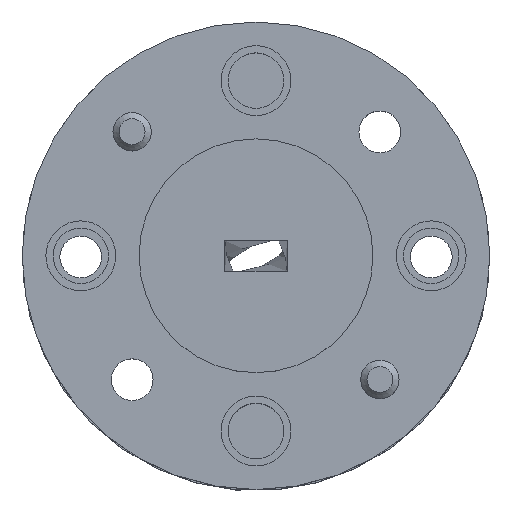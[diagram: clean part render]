
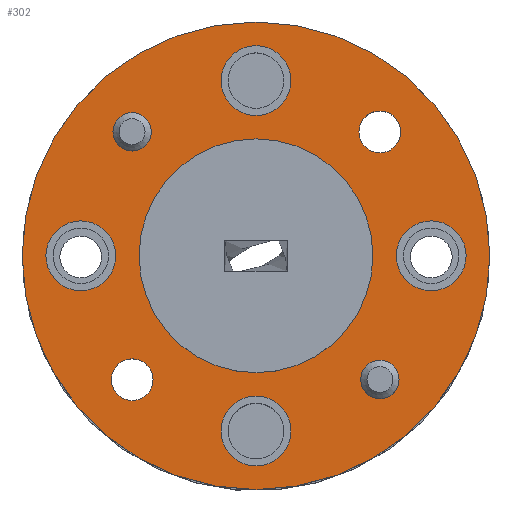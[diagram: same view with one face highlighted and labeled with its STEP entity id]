
A CAD part, top view. The second image highlights one B-rep face of the part: STEP entity #302.
In plain terms, the highlighted planar face has unit normal (0, 0, 1).
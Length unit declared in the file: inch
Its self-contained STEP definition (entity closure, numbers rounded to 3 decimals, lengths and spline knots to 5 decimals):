
#70 = DIRECTION ( 'NONE',  ( 1., 0., 0. ) ) ;
#94 = VERTEX_POINT ( 'NONE', #391 ) ;
#130 = CARTESIAN_POINT ( 'NONE',  ( 0., -0.281, 0. ) ) ;
#141 = EDGE_LOOP ( 'NONE', ( #1461 ) ) ;
#185 = FACE_BOUND ( 'NONE', #636, .T. ) ;
#217 = ORIENTED_EDGE ( 'NONE', *, *, #407, .F. ) ;
#240 = CARTESIAN_POINT ( 'NONE',  ( 0.281, 0., 0. ) ) ;
#258 = CIRCLE ( 'NONE', #2796, 0.056 ) ;
#268 = CIRCLE ( 'NONE', #3087, 0.03075 ) ;
#278 = CARTESIAN_POINT ( 'NONE',  ( 0.2322, 0.1987, 0. ) ) ;
#292 = VERTEX_POINT ( 'NONE', #2679 ) ;
#296 = CARTESIAN_POINT ( 'NONE',  ( 0., 0., 0. ) ) ;
#302 = ADVANCED_FACE ( 'NONE', ( #2560, #426, #690, #2012, #1235, #446, #1749, #185, #1253, #3044 ), #3294, .T. ) ;
#325 = DIRECTION ( 'NONE',  ( 0., 0., 1. ) ) ;
#356 = EDGE_LOOP ( 'NONE', ( #1727 ) ) ;
#391 = CARTESIAN_POINT ( 'NONE',  ( -0.1652, -0.1987, 0. ) ) ;
#402 = EDGE_LOOP ( 'NONE', ( #3084 ) ) ;
#407 = EDGE_CURVE ( 'NONE', #3048, #3048, #610, .T. ) ;
#413 = DIRECTION ( 'NONE',  ( 1., 0., 0. ) ) ;
#426 = FACE_BOUND ( 'NONE', #356, .T. ) ;
#446 = FACE_BOUND ( 'NONE', #1583, .T. ) ;
#487 = CARTESIAN_POINT ( 'NONE',  ( 0., 0.281, 0. ) ) ;
#540 = AXIS2_PLACEMENT_3D ( 'NONE', #2788, #912, #413 ) ;
#580 = CARTESIAN_POINT ( 'NONE',  ( -0.1987, -0.1987, 0. ) ) ;
#587 = CIRCLE ( 'NONE', #874, 0.0335 ) ;
#610 = CIRCLE ( 'NONE', #956, 0.056 ) ;
#636 = EDGE_LOOP ( 'NONE', ( #3326 ) ) ;
#680 = ORIENTED_EDGE ( 'NONE', *, *, #791, .F. ) ;
#690 = FACE_BOUND ( 'NONE', #1511, .T. ) ;
#725 = DIRECTION ( 'NONE',  ( 1., 0., 0. ) ) ;
#791 = EDGE_CURVE ( 'NONE', #2519, #2519, #1655, .T. ) ;
#806 = CARTESIAN_POINT ( 'NONE',  ( -0.225, 0., 0. ) ) ;
#874 = AXIS2_PLACEMENT_3D ( 'NONE', #580, #1641, #2693 ) ;
#912 = DIRECTION ( 'NONE',  ( 0., 0., 1. ) ) ;
#941 = CARTESIAN_POINT ( 'NONE',  ( 0.375, 0., 0. ) ) ;
#945 = CARTESIAN_POINT ( 'NONE',  ( 0.056, 0.281, 0. ) ) ;
#956 = AXIS2_PLACEMENT_3D ( 'NONE', #240, #2631, #2908 ) ;
#995 = CARTESIAN_POINT ( 'NONE',  ( 0.1987, -0.1987, 0. ) ) ;
#998 = DIRECTION ( 'NONE',  ( 1., 0., 0. ) ) ;
#1064 = ORIENTED_EDGE ( 'NONE', *, *, #2938, .F. ) ;
#1071 = AXIS2_PLACEMENT_3D ( 'NONE', #1526, #3365, #998 ) ;
#1143 = VERTEX_POINT ( 'NONE', #941 ) ;
#1206 = CIRCLE ( 'NONE', #1589, 0.0335 ) ;
#1218 = CARTESIAN_POINT ( 'NONE',  ( -0.281, 0., 0. ) ) ;
#1235 = FACE_BOUND ( 'NONE', #2697, .T. ) ;
#1253 = FACE_BOUND ( 'NONE', #2175, .T. ) ;
#1461 = ORIENTED_EDGE ( 'NONE', *, *, #2379, .T. ) ;
#1511 = EDGE_LOOP ( 'NONE', ( #680 ) ) ;
#1526 = CARTESIAN_POINT ( 'NONE',  ( 0., 0., 0. ) ) ;
#1583 = EDGE_LOOP ( 'NONE', ( #217 ) ) ;
#1589 = AXIS2_PLACEMENT_3D ( 'NONE', #3139, #325, #1916 ) ;
#1641 = DIRECTION ( 'NONE',  ( 0., 0., 1. ) ) ;
#1655 = CIRCLE ( 'NONE', #3158, 0.056 ) ;
#1707 = EDGE_LOOP ( 'NONE', ( #3236 ) ) ;
#1727 = ORIENTED_EDGE ( 'NONE', *, *, #2352, .F. ) ;
#1749 = FACE_BOUND ( 'NONE', #402, .T. ) ;
#1755 = EDGE_CURVE ( 'NONE', #1845, #1845, #1206, .T. ) ;
#1803 = DIRECTION ( 'NONE',  ( 0., 0., 1. ) ) ;
#1813 = EDGE_CURVE ( 'NONE', #3219, #3219, #258, .T. ) ;
#1845 = VERTEX_POINT ( 'NONE', #278 ) ;
#1916 = DIRECTION ( 'NONE',  ( 1., 0., 0. ) ) ;
#1971 = VERTEX_POINT ( 'NONE', #3274 ) ;
#1995 = CARTESIAN_POINT ( 'NONE',  ( 0.337, 0., 0. ) ) ;
#2012 = FACE_BOUND ( 'NONE', #2380, .T. ) ;
#2059 = DIRECTION ( 'NONE',  ( 0., 0., 1. ) ) ;
#2115 = VERTEX_POINT ( 'NONE', #3159 ) ;
#2117 = ORIENTED_EDGE ( 'NONE', *, *, #2202, .F. ) ;
#2175 = EDGE_LOOP ( 'NONE', ( #2117 ) ) ;
#2202 = EDGE_CURVE ( 'NONE', #292, #292, #2917, .T. ) ;
#2215 = ORIENTED_EDGE ( 'NONE', *, *, #1813, .F. ) ;
#2264 = DIRECTION ( 'NONE',  ( 0., 0., 1. ) ) ;
#2299 = DIRECTION ( 'NONE',  ( 1., 0., 0. ) ) ;
#2352 = EDGE_CURVE ( 'NONE', #2115, #2115, #2919, .T. ) ;
#2353 = CARTESIAN_POINT ( 'NONE',  ( 0., 0., 0. ) ) ;
#2379 = EDGE_CURVE ( 'NONE', #1143, #1143, #2690, .T. ) ;
#2380 = EDGE_LOOP ( 'NONE', ( #1064 ) ) ;
#2465 = EDGE_CURVE ( 'NONE', #94, #94, #587, .T. ) ;
#2519 = VERTEX_POINT ( 'NONE', #945 ) ;
#2560 = FACE_BOUND ( 'NONE', #1707, .T. ) ;
#2631 = DIRECTION ( 'NONE',  ( 0., 0., 1. ) ) ;
#2635 = DIRECTION ( 'NONE',  ( 1., 0., 0. ) ) ;
#2679 = CARTESIAN_POINT ( 'NONE',  ( 0.1875, 0., 0. ) ) ;
#2690 = CIRCLE ( 'NONE', #2750, 0.375 ) ;
#2693 = DIRECTION ( 'NONE',  ( 1., 0., 0. ) ) ;
#2697 = EDGE_LOOP ( 'NONE', ( #2215 ) ) ;
#2750 = AXIS2_PLACEMENT_3D ( 'NONE', #2353, #1803, #2635 ) ;
#2751 = VERTEX_POINT ( 'NONE', #3006 ) ;
#2783 = DIRECTION ( 'NONE',  ( 0., 0., 1. ) ) ;
#2788 = CARTESIAN_POINT ( 'NONE',  ( -0.1987, 0.1987, 0. ) ) ;
#2796 = AXIS2_PLACEMENT_3D ( 'NONE', #1218, #2783, #3331 ) ;
#2859 = DIRECTION ( 'NONE',  ( 1., 0., 0. ) ) ;
#2865 = CIRCLE ( 'NONE', #3312, 0.056 ) ;
#2908 = DIRECTION ( 'NONE',  ( 1., 0., 0. ) ) ;
#2917 = CIRCLE ( 'NONE', #3193, 0.1875 ) ;
#2919 = CIRCLE ( 'NONE', #540, 0.03075 ) ;
#2938 = EDGE_CURVE ( 'NONE', #1971, #1971, #2865, .T. ) ;
#3006 = CARTESIAN_POINT ( 'NONE',  ( 0.22945, -0.1987, 0. ) ) ;
#3044 = FACE_OUTER_BOUND ( 'NONE', #141, .T. ) ;
#3048 = VERTEX_POINT ( 'NONE', #1995 ) ;
#3075 = EDGE_CURVE ( 'NONE', #2751, #2751, #268, .T. ) ;
#3084 = ORIENTED_EDGE ( 'NONE', *, *, #1755, .F. ) ;
#3087 = AXIS2_PLACEMENT_3D ( 'NONE', #995, #2059, #725 ) ;
#3139 = CARTESIAN_POINT ( 'NONE',  ( 0.1987, 0.1987, 0. ) ) ;
#3158 = AXIS2_PLACEMENT_3D ( 'NONE', #487, #3319, #2859 ) ;
#3159 = CARTESIAN_POINT ( 'NONE',  ( -0.16795, 0.1987, 0. ) ) ;
#3193 = AXIS2_PLACEMENT_3D ( 'NONE', #296, #3241, #70 ) ;
#3219 = VERTEX_POINT ( 'NONE', #806 ) ;
#3236 = ORIENTED_EDGE ( 'NONE', *, *, #3075, .F. ) ;
#3241 = DIRECTION ( 'NONE',  ( 0., 0., 1. ) ) ;
#3274 = CARTESIAN_POINT ( 'NONE',  ( 0.056, -0.281, 0. ) ) ;
#3294 = PLANE ( 'NONE',  #1071 ) ;
#3312 = AXIS2_PLACEMENT_3D ( 'NONE', #130, #2264, #2299 ) ;
#3319 = DIRECTION ( 'NONE',  ( 0., 0., 1. ) ) ;
#3326 = ORIENTED_EDGE ( 'NONE', *, *, #2465, .F. ) ;
#3331 = DIRECTION ( 'NONE',  ( 1., 0., 0. ) ) ;
#3365 = DIRECTION ( 'NONE',  ( 0., 0., 1. ) ) ;
